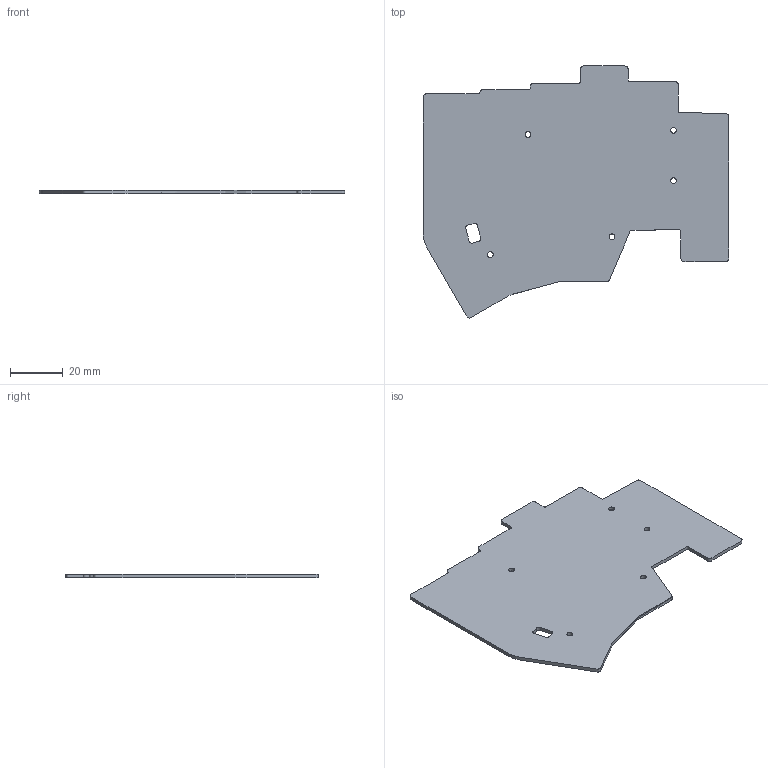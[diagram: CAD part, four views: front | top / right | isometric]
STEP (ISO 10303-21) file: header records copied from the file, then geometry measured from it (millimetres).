
FILE_DESCRIPTION(/* description */ (''),/* implementation_level */ '2;1');
FILE_NAME(/* name */ 'Bottom Plate',/* time_stamp */ '2024-10-13T20:31:42+13:00',/* author */ (''),/* organization */ (''),/* preprocessor_version */ 'ST-DEVELOPER v16.5',/* originating_system */ 'Rhino 7.37',/* authorisation */ '');
FILE_SCHEMA (('AUTOMOTIVE_DESIGN_CC2'));
Length unit declared in the file: millimetre
Products named in the file (1): Document
Bounding box: 115.67 x 95.55 x 1.35 mm (x, y, z)
Volume: 9697 mm3; surface area: 16951 mm2
Topology: 1 solids, 1 shells, 16 faces, 42 edges, 28 vertices
Faces by surface type: cylinder 9, plane 6, bspline 1
Full cylindrical faces by diameter (mm): 2.2 x5
Entity records: 852 total; most frequent: CARTESIAN_POINT 543, ORIENTED_EDGE 84, EDGE_CURVE 42, EDGE_LOOP 28, VERTEX_POINT 28, DIRECTION 19, AXIS2_PLACEMENT_3D 17, ADVANCED_FACE 16
